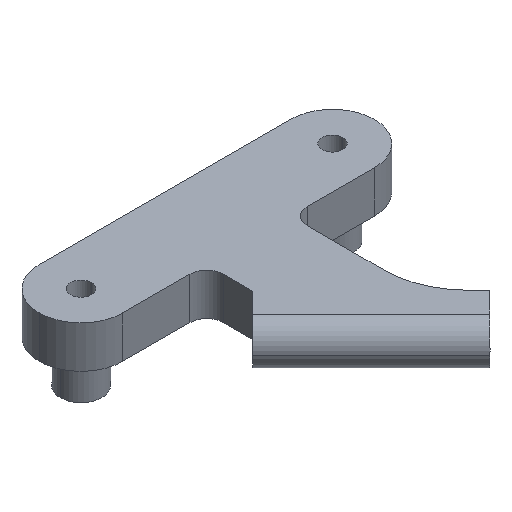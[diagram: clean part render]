
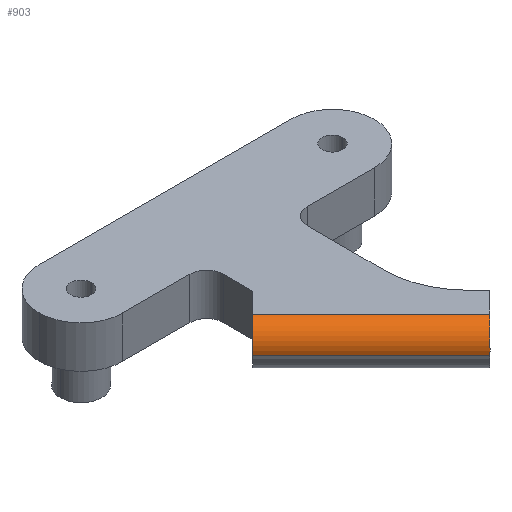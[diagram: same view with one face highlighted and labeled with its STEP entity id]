
A CAD part, isometric view. The second image highlights one B-rep face of the part: STEP entity #903.
In plain terms, the highlighted cylindrical face has radius 2.5 mm (diameter 5 mm), a partial arc.
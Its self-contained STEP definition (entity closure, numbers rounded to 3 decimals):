
#7 = LINE ( 'NONE', #384, #326 ) ;
#17 = CIRCLE ( 'NONE', #933, 2.5 ) ;
#88 = ORIENTED_EDGE ( 'NONE', *, *, #734, .F. ) ;
#98 = FACE_OUTER_BOUND ( 'NONE', #819, .T. ) ;
#106 = VERTEX_POINT ( 'NONE', #605 ) ;
#107 = DIRECTION ( 'NONE',  ( 0.707, 0.707, 0. ) ) ;
#119 = VERTEX_POINT ( 'NONE', #241 ) ;
#147 = DIRECTION ( 'NONE',  ( 0.707, 0.707, 0. ) ) ;
#153 = EDGE_CURVE ( 'NONE', #119, #818, #7, .T. ) ;
#181 = DIRECTION ( 'NONE',  ( -0.707, 0.707, 0. ) ) ;
#205 = ORIENTED_EDGE ( 'NONE', *, *, #153, .F. ) ;
#221 = CIRCLE ( 'NONE', #661, 2.5 ) ;
#241 = CARTESIAN_POINT ( 'NONE',  ( -5.582, -12.884, 5. ) ) ;
#299 = AXIS2_PLACEMENT_3D ( 'NONE', #857, #462, #542 ) ;
#326 = VECTOR ( 'NONE', #682, 1000. ) ;
#331 = ORIENTED_EDGE ( 'NONE', *, *, #596, .F. ) ;
#376 = CARTESIAN_POINT ( 'NONE',  ( 8.56, -27.026, 2.5 ) ) ;
#384 = CARTESIAN_POINT ( 'NONE',  ( 8.56, -27.026, 5. ) ) ;
#392 = LINE ( 'NONE', #555, #415 ) ;
#415 = VECTOR ( 'NONE', #702, 1000. ) ;
#449 = DIRECTION ( 'NONE',  ( 0.707, -0.707, 0. ) ) ;
#462 = DIRECTION ( 'NONE',  ( -0.707, 0.707, 0. ) ) ;
#486 = EDGE_CURVE ( 'NONE', #818, #106, #221, .T. ) ;
#542 = DIRECTION ( 'NONE',  ( -0.707, -0.707, 0. ) ) ;
#555 = CARTESIAN_POINT ( 'NONE',  ( -7.35, -14.652, 2.5 ) ) ;
#596 = EDGE_CURVE ( 'NONE', #106, #971, #392, .T. ) ;
#605 = CARTESIAN_POINT ( 'NONE',  ( 6.792, -28.794, 2.5 ) ) ;
#661 = AXIS2_PLACEMENT_3D ( 'NONE', #376, #449, #147 ) ;
#682 = DIRECTION ( 'NONE',  ( 0.707, -0.707, 0. ) ) ;
#702 = DIRECTION ( 'NONE',  ( -0.707, 0.707, 0. ) ) ;
#707 = ORIENTED_EDGE ( 'NONE', *, *, #486, .F. ) ;
#734 = EDGE_CURVE ( 'NONE', #971, #119, #17, .T. ) ;
#769 = CYLINDRICAL_SURFACE ( 'NONE', #299, 2.5 ) ;
#818 = VERTEX_POINT ( 'NONE', #972 ) ;
#819 = EDGE_LOOP ( 'NONE', ( #205, #88, #331, #707 ) ) ;
#848 = CARTESIAN_POINT ( 'NONE',  ( -7.35, -14.652, 2.5 ) ) ;
#857 = CARTESIAN_POINT ( 'NONE',  ( -15.837, -2.629, 2.5 ) ) ;
#903 = ADVANCED_FACE ( 'NONE', ( #98 ), #769, .T. ) ;
#933 = AXIS2_PLACEMENT_3D ( 'NONE', #949, #181, #107 ) ;
#949 = CARTESIAN_POINT ( 'NONE',  ( -5.582, -12.884, 2.5 ) ) ;
#971 = VERTEX_POINT ( 'NONE', #848 ) ;
#972 = CARTESIAN_POINT ( 'NONE',  ( 8.56, -27.026, 5. ) ) ;
